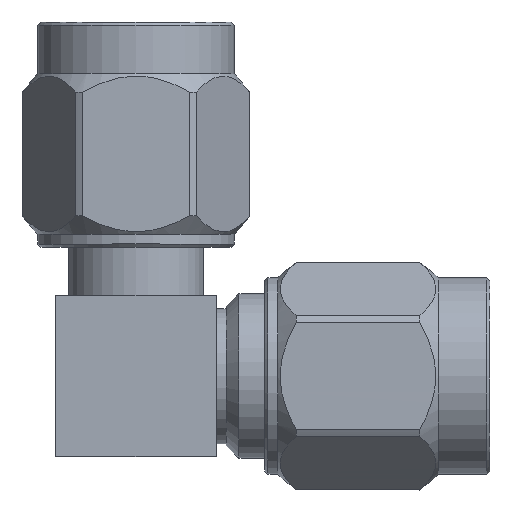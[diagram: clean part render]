
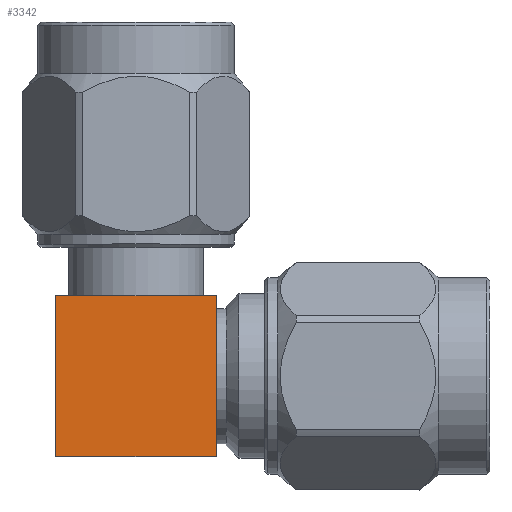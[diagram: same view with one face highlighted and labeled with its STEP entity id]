
A CAD part, top view. The second image highlights one B-rep face of the part: STEP entity #3342.
In plain terms, the highlighted planar face has unit normal (0, 0, 1).
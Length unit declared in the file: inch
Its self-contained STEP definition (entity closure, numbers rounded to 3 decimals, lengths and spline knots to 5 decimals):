
#25 = ORIENTED_EDGE ( 'NONE', *, *, #3680, .T. ) ;
#79 = EDGE_CURVE ( 'NONE', #512, #4791, #5147, .T. ) ;
#447 = ORIENTED_EDGE ( 'NONE', *, *, #79, .T. ) ;
#488 = VECTOR ( 'NONE', #4651, 39.37008 ) ;
#512 = VERTEX_POINT ( 'NONE', #4434 ) ;
#542 = DIRECTION ( 'NONE',  ( -1., 0., 0. ) ) ;
#655 = EDGE_CURVE ( 'NONE', #6056, #512, #1525, .T. ) ;
#1133 = LINE ( 'NONE', #4561, #6432 ) ;
#1391 = CARTESIAN_POINT ( 'NONE',  ( 0.125, 0.125, 0.125 ) ) ;
#1513 = VECTOR ( 'NONE', #2335, 39.37008 ) ;
#1525 = LINE ( 'NONE', #5650, #6105 ) ;
#2335 = DIRECTION ( 'NONE',  ( -1., 0., 0. ) ) ;
#2443 = ORIENTED_EDGE ( 'NONE', *, *, #4262, .T. ) ;
#2603 = DIRECTION ( 'NONE',  ( 0., -1., 0. ) ) ;
#2765 = AXIS2_PLACEMENT_3D ( 'NONE', #6214, #3642, #542 ) ;
#2898 = LINE ( 'NONE', #5348, #1513 ) ;
#2920 = CARTESIAN_POINT ( 'NONE',  ( -0.125, -0.125, 0.125 ) ) ;
#3342 = ADVANCED_FACE ( 'NONE', ( #4830 ), #5699, .F. ) ;
#3642 = DIRECTION ( 'NONE',  ( 0., 0., -1. ) ) ;
#3680 = EDGE_CURVE ( 'NONE', #4774, #6056, #1133, .T. ) ;
#4226 = EDGE_LOOP ( 'NONE', ( #447, #2443, #25, #6198 ) ) ;
#4262 = EDGE_CURVE ( 'NONE', #4791, #4774, #2898, .T. ) ;
#4434 = CARTESIAN_POINT ( 'NONE',  ( 0.125, -0.125, 0.125 ) ) ;
#4561 = CARTESIAN_POINT ( 'NONE',  ( -0.125, -0.125, 0.125 ) ) ;
#4651 = DIRECTION ( 'NONE',  ( 0., 1., 0. ) ) ;
#4726 = CARTESIAN_POINT ( 'NONE',  ( 0.125, -0.125, 0.125 ) ) ;
#4774 = VERTEX_POINT ( 'NONE', #5712 ) ;
#4791 = VERTEX_POINT ( 'NONE', #1391 ) ;
#4830 = FACE_OUTER_BOUND ( 'NONE', #4226, .T. ) ;
#5147 = LINE ( 'NONE', #4726, #488 ) ;
#5348 = CARTESIAN_POINT ( 'NONE',  ( -0.125, 0.125, 0.125 ) ) ;
#5500 = DIRECTION ( 'NONE',  ( 1., 0., 0. ) ) ;
#5650 = CARTESIAN_POINT ( 'NONE',  ( -0.125, -0.125, 0.125 ) ) ;
#5699 = PLANE ( 'NONE',  #2765 ) ;
#5712 = CARTESIAN_POINT ( 'NONE',  ( -0.125, 0.125, 0.125 ) ) ;
#6056 = VERTEX_POINT ( 'NONE', #2920 ) ;
#6105 = VECTOR ( 'NONE', #5500, 39.37008 ) ;
#6198 = ORIENTED_EDGE ( 'NONE', *, *, #655, .T. ) ;
#6214 = CARTESIAN_POINT ( 'NONE',  ( 0., 0., 0.125 ) ) ;
#6432 = VECTOR ( 'NONE', #2603, 39.37008 ) ;
